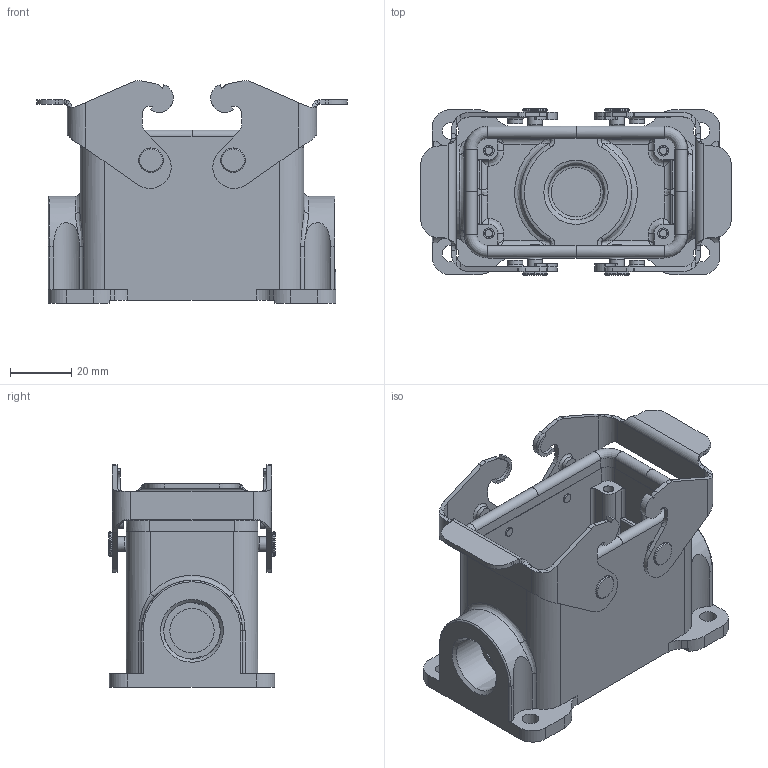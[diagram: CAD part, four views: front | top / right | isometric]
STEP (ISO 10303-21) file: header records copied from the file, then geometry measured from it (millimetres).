
FILE_DESCRIPTION(/* description */ (''),/* implementation_level */ '2;1');
FILE_NAME(/* name */ 'c146 10n010 500 1nxm001-02.stp',/* time_stamp */ '2018-03-07T07:44:55+01:00',/* author */ (''),/* organization */ (''),/* preprocessor_version */ 'ST-DEVELOPER v16',/* originating_system */ 'SIEMENS PLM Software NX 11.0',/* authorisation */ '');
FILE_SCHEMA (('AP203_CONFIGURATION_CONTROLLED_3D_DESIGN_OF_MECHANICAL_PARTS_AND_ASSEMBLIES_MIM_LF { 1 0 10303 403 2 1 2}'));
Length unit declared in the file: millimetre
Products named in the file (1): c146 10n010 500 1nxm001-02
Bounding box: 101.4 x 54.4 x 72.79 mm (x, y, z)
Volume: 82237.7 mm3; surface area: 46270.7 mm2
Topology: 1 solids, 8 shells, 538 faces, 1362 edges, 856 vertices
Faces by surface type: plane 230, cylinder 170, bspline 91, cone 22, torus 20, revolution 4, extrusion 1
Full cylindrical faces by diameter (mm): 2.5 x4, 2.95 x4, 3 x4, 3.5 x4, 4.8 x4, 4.9 x4, 5.5 x4, 8 x4, 14.5 x1, 23.539 x1
Entity records: 22452 total; most frequent: CARTESIAN_POINT 6720, ORIENTED_EDGE 2522, DIRECTION 2293, EDGE_CURVE 1261, AXIS2_PLACEMENT_3D 861, VERTEX_POINT 837, EDGE_LOOP 648, VECTOR 567
